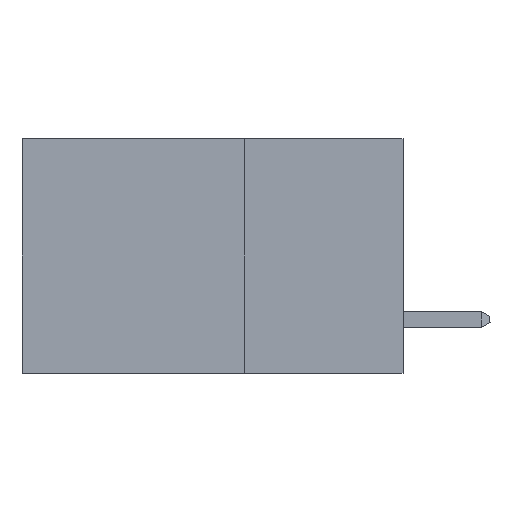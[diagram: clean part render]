
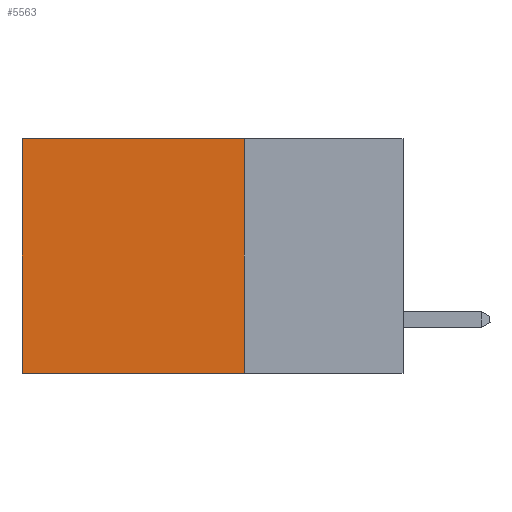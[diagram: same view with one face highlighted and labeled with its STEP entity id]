
A CAD part, left-side view. The second image highlights one B-rep face of the part: STEP entity #5563.
In plain terms, the highlighted planar face has unit normal (-1, 0, 0).
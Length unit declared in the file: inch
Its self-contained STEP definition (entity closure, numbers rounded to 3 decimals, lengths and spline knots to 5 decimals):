
#95 = CARTESIAN_POINT ( 'NONE',  ( 0.2875, 0.25, 0. ) ) ;
#575 = CARTESIAN_POINT ( 'NONE',  ( 0.2875, 0.6, -0.37 ) ) ;
#1780 = EDGE_CURVE ( 'NONE', #2770, #7524, #4411, .T. ) ;
#1928 = ORIENTED_EDGE ( 'NONE', *, *, #2603, .F. ) ;
#2083 = DIRECTION ( 'NONE',  ( 0., 0., -1. ) ) ;
#2201 = VECTOR ( 'NONE', #6841, 39.37008 ) ;
#2235 = LINE ( 'NONE', #11072, #3605 ) ;
#2603 = EDGE_CURVE ( 'NONE', #3825, #7524, #10487, .T. ) ;
#2619 = EDGE_CURVE ( 'NONE', #7777, #3825, #2235, .T. ) ;
#2770 = VERTEX_POINT ( 'NONE', #4201 ) ;
#2893 = ORIENTED_EDGE ( 'NONE', *, *, #1780, .T. ) ;
#2985 = EDGE_LOOP ( 'NONE', ( #2893, #1928, #7731, #6900 ) ) ;
#3605 = VECTOR ( 'NONE', #7620, 39.37008 ) ;
#3750 = CARTESIAN_POINT ( 'NONE',  ( 0.2875, 0.6, 0. ) ) ;
#3825 = VERTEX_POINT ( 'NONE', #6438 ) ;
#4049 = EDGE_CURVE ( 'NONE', #7777, #2770, #10567, .T. ) ;
#4201 = CARTESIAN_POINT ( 'NONE',  ( 0.2875, 0.6, 0. ) ) ;
#4411 = LINE ( 'NONE', #3750, #5642 ) ;
#4534 = VECTOR ( 'NONE', #6362, 39.37008 ) ;
#5361 = CARTESIAN_POINT ( 'NONE',  ( 0.2875, 0.25, -0.37 ) ) ;
#5458 = DIRECTION ( 'NONE',  ( 1., 0., 0. ) ) ;
#5563 = ADVANCED_FACE ( 'NONE', ( #9762 ), #10789, .F. ) ;
#5642 = VECTOR ( 'NONE', #2083, 39.37008 ) ;
#6362 = DIRECTION ( 'NONE',  ( 0., 1., 0. ) ) ;
#6438 = CARTESIAN_POINT ( 'NONE',  ( 0.2875, 0.25, -0.37 ) ) ;
#6841 = DIRECTION ( 'NONE',  ( 0., 1., 0. ) ) ;
#6900 = ORIENTED_EDGE ( 'NONE', *, *, #4049, .T. ) ;
#7369 = AXIS2_PLACEMENT_3D ( 'NONE', #8177, #5458, #8136 ) ;
#7524 = VERTEX_POINT ( 'NONE', #575 ) ;
#7620 = DIRECTION ( 'NONE',  ( 0., 0., -1. ) ) ;
#7731 = ORIENTED_EDGE ( 'NONE', *, *, #2619, .F. ) ;
#7777 = VERTEX_POINT ( 'NONE', #95 ) ;
#8136 = DIRECTION ( 'NONE',  ( 0., 0., -1. ) ) ;
#8177 = CARTESIAN_POINT ( 'NONE',  ( 0.2875, 0.25, 0. ) ) ;
#9762 = FACE_OUTER_BOUND ( 'NONE', #2985, .T. ) ;
#10267 = CARTESIAN_POINT ( 'NONE',  ( 0.2875, 0.25, 0. ) ) ;
#10487 = LINE ( 'NONE', #5361, #4534 ) ;
#10567 = LINE ( 'NONE', #10267, #2201 ) ;
#10789 = PLANE ( 'NONE',  #7369 ) ;
#11072 = CARTESIAN_POINT ( 'NONE',  ( 0.2875, 0.25, 0. ) ) ;
